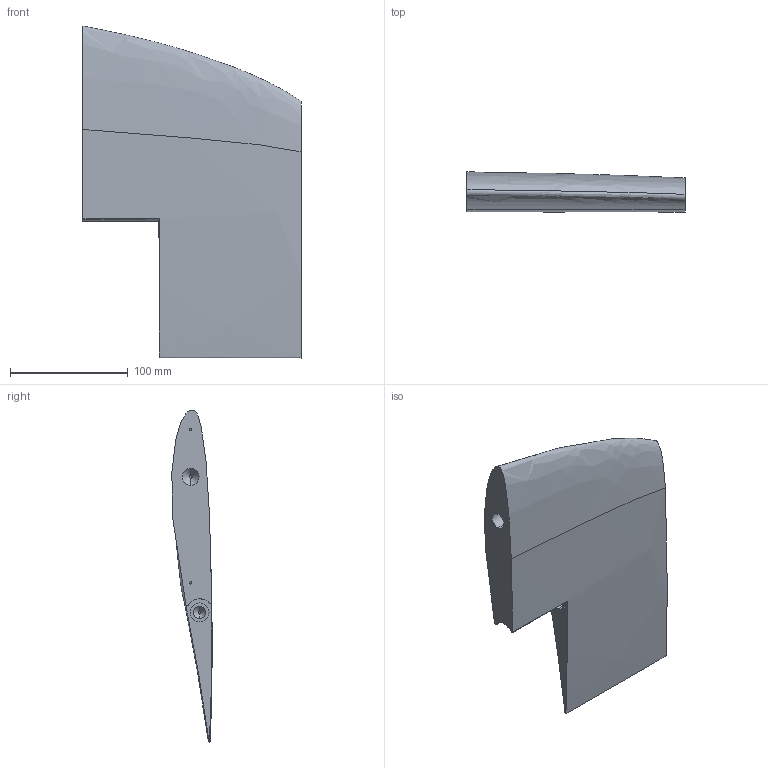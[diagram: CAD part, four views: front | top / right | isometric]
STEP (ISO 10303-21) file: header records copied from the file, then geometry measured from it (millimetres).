
FILE_DESCRIPTION (( 'STEP AP214' ), '1' );
FILE_NAME ('EXPLORA_VTOL_WING_L3.STEP', '2022-10-24T08:49:29', ( '' ), ( '' ), 'SwSTEP 2.0', 'SolidWorks 2021', '' );
FILE_SCHEMA (( 'AUTOMOTIVE_DESIGN' ));
Length unit declared in the file: millimetre
Products named in the file (1): EXPLORA_VTOL_WING_L3
Bounding box: 185 x 34.17 x 281.69 mm (x, y, z)
Volume: 802020.6 mm3; surface area: 95911.8 mm2
Topology: 1 solids, 1 shells, 37 faces, 85 edges, 53 vertices
Faces by surface type: cylinder 14, cone 8, plane 8, bspline 7
Entity records: 4182 total; most frequent: CARTESIAN_POINT 3374, ORIENTED_EDGE 162, DIRECTION 148, EDGE_CURVE 81, AXIS2_PLACEMENT_3D 63, VERTEX_POINT 53, EDGE_LOOP 44, ADVANCED_FACE 37
